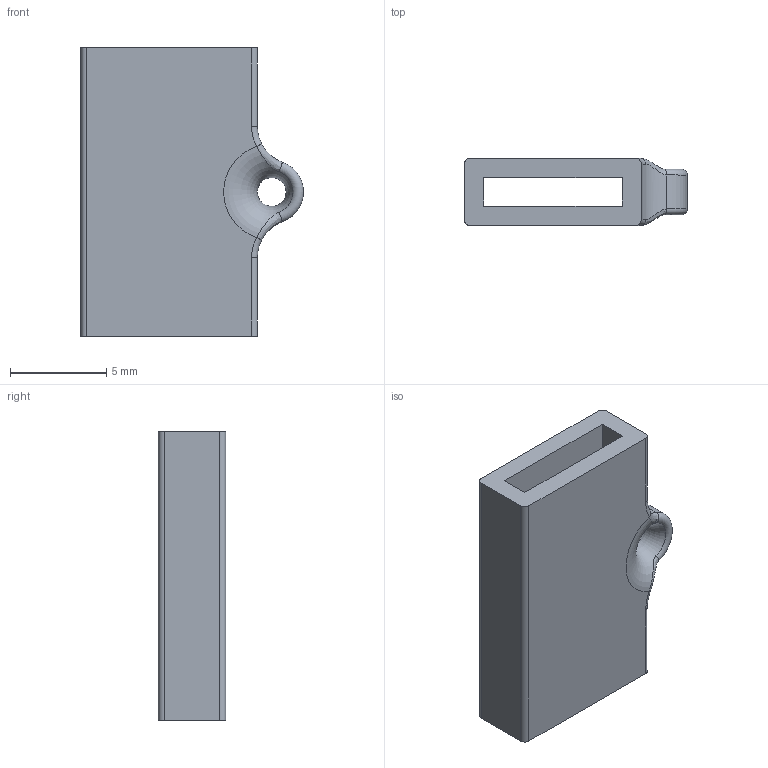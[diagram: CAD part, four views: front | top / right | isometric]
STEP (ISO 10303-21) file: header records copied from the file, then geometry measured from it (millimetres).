
FILE_DESCRIPTION(/* description */ (''),/* implementation_level */ '2;1');
FILE_NAME(/* name */ 'FOCEars-tpu-ear-lobe-slider.step',/* time_stamp */ '2025-07-20T02:36:37+02:00',/* author */ (''),/* organization */ (''),/* preprocessor_version */ 'ST-DEVELOPER v20.1',/* originating_system */ 'Autodesk Translation Framework v14.10.0.0',/* authorisation */ '');
FILE_SCHEMA (('AUTOMOTIVE_DESIGN { 1 0 10303 214 3 1 1 }'));
Length unit declared in the file: millimetre
Products named in the file (1): Ear Silent Slider
Bounding box: 11.6 x 3.5 x 15 mm (x, y, z)
Volume: 331.6 mm3; surface area: 700.4 mm2
Topology: 1 solids, 1 shells, 31 faces, 81 edges, 50 vertices
Faces by surface type: plane 11, cylinder 9, torus 7, bspline 4
Entity records: 1236 total; most frequent: CARTESIAN_POINT 436, ORIENTED_EDGE 162, DIRECTION 162, EDGE_CURVE 81, AXIS2_PLACEMENT_3D 63, VERTEX_POINT 50, LINE 36, VECTOR 36
